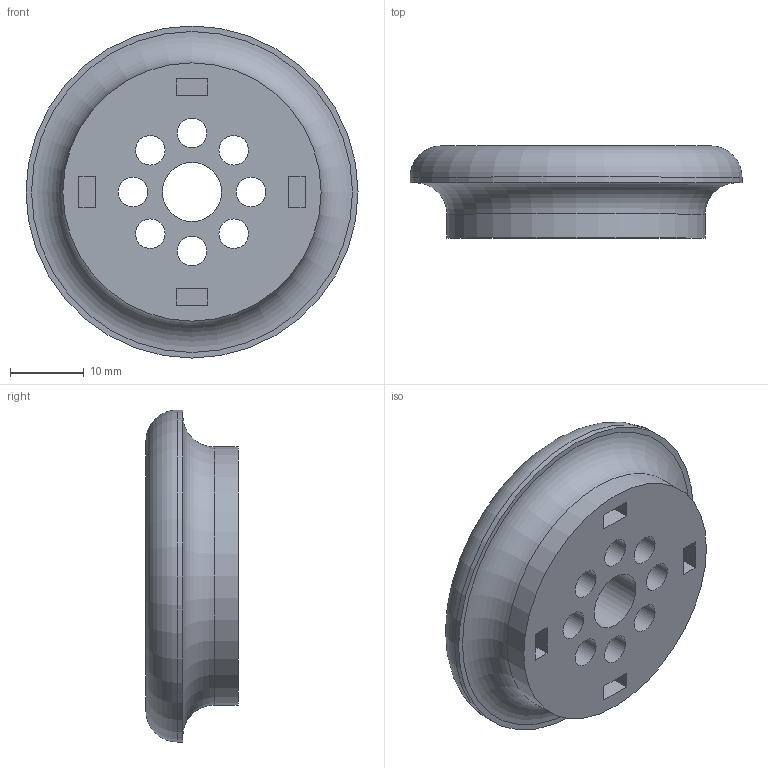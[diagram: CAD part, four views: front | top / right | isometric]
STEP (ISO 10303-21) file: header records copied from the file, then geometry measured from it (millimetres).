
FILE_DESCRIPTION(/* description */ (''),/* implementation_level */ '2;1');
FILE_NAME(/* name */ '',/* time_stamp */ '2025-02-08T17:48:50+03:00',/* author */ ('Phantom'),/* organization */ (''),/* preprocessor_version */ 'ST-DEVELOPER v20',/* originating_system */ 'Autodesk Inventor 2025',/* authorisation */ '');
FILE_SCHEMA (('AUTOMOTIVE_DESIGN { 1 0 10303 214 3 1 1 }'));
Length unit declared in the file: millimetre
Products named in the file (1): мини катушка 
2
Bounding box: 45 x 12.5 x 45 mm (x, y, z)
Volume: 13017.6 mm3; surface area: 5776.6 mm2
Topology: 1 solids, 1 shells, 36 faces, 88 edges, 60 vertices
Faces by surface type: plane 23, cylinder 11, torus 2
Full cylindrical faces by diameter (mm): 4 x8, 8 x1, 35 x1, 45 x1
Entity records: 1155 total; most frequent: DIRECTION 191, CARTESIAN_POINT 184, ORIENTED_EDGE 174, EDGE_CURVE 87, AXIS2_PLACEMENT_3D 66, EDGE_LOOP 59, LINE 59, VECTOR 59
